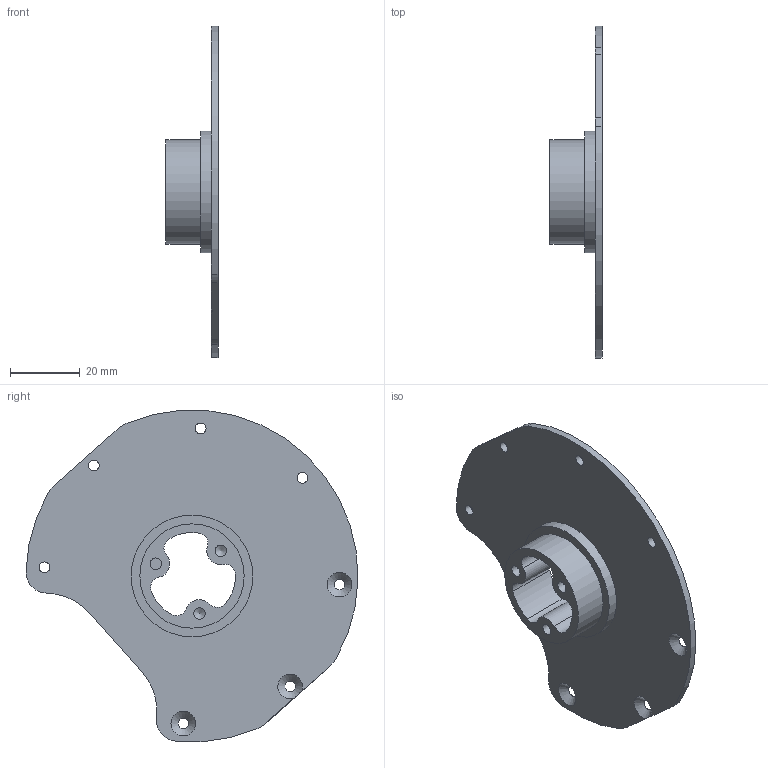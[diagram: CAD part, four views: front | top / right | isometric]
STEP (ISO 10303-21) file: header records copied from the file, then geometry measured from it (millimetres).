
FILE_DESCRIPTION(/* description */ (''),/* implementation_level */ '2;1');
FILE_NAME(/* name */ '',/* time_stamp */ '2024-09-25T23:43:25+08:00',/* author */ (''),/* organization */ (''),/* preprocessor_version */ 'ST-DEVELOPER v20',/* originating_system */ 'Autodesk Translation Framework v13.20.0.188',/* authorisation */ '');
FILE_SCHEMA (('AUTOMOTIVE_DESIGN { 1 0 10303 214 3 1 1 }'));
Length unit declared in the file: millimetre
Products named in the file (1): CNC_A96061__wheel_jonit_加工修改ver
Bounding box: 15 x 95.47 x 95.28 mm (x, y, z)
Volume: 16664.1 mm3; surface area: 15239.5 mm2
Topology: 1 solids, 1 shells, 45 faces, 123 edges, 81 vertices
Faces by surface type: cylinder 32, plane 7, cone 6
Full cylindrical faces by diameter (mm): 3.1 x4, 3.3 x3, 30 x1, 35 x1
Entity records: 1520 total; most frequent: DIRECTION 282, CARTESIAN_POINT 249, ORIENTED_EDGE 240, EDGE_CURVE 120, AXIS2_PLACEMENT_3D 117, VERTEX_POINT 81, CIRCLE 71, EDGE_LOOP 65
